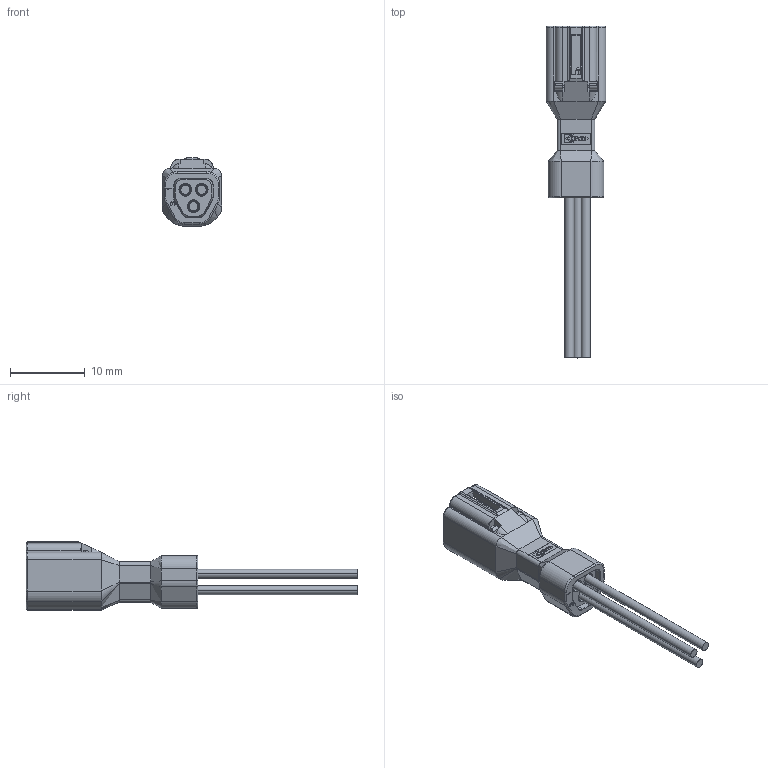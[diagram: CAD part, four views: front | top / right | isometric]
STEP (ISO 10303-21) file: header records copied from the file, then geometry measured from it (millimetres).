
FILE_DESCRIPTION((''),'2;1');
FILE_NAME('03PIN-G','2025-03-19T08:13:16',('NK210218'),(''),'CREO PARAMETRIC BY PTC INC, 2020053','CREO PARAMETRIC BY PTC INC, 2020053','');
FILE_SCHEMA(('CONFIG_CONTROL_DESIGN','SHAPE_APPEARANCE_LAYERS_GROUPS'));
Length unit declared in the file: inch
Products named in the file (1): 03PIN-G
Bounding box: 8 x 44.55 x 9.15 mm (x, y, z)
Volume: 776.3 mm3; surface area: 1515.9 mm2
Topology: 1 solids, 4 shells, 986 faces, 2396 edges, 1440 vertices
Faces by surface type: plane 485, cylinder 213, torus 122, cone 106, bspline 50, extrusion 10
Entity records: 36836 total; most frequent: CARTESIAN_POINT 6967, ORIENTED_EDGE 4792, DIRECTION 4682, EDGE_CURVE 2396, VECTOR 1590, LINE 1580, AXIS2_PLACEMENT_3D 1546, VERTEX_POINT 1440
